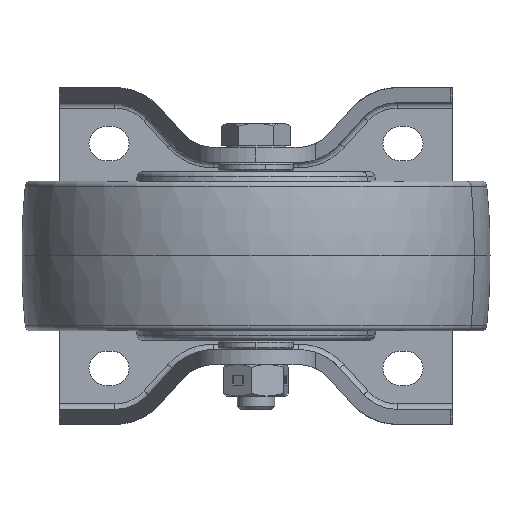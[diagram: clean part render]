
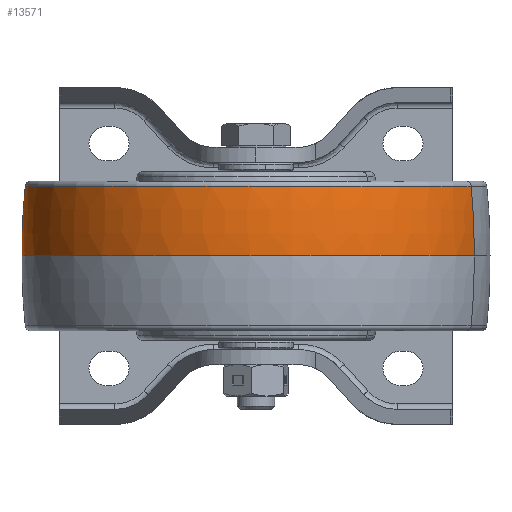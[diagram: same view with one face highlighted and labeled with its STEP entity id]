
A CAD part, front view. The second image highlights one B-rep face of the part: STEP entity #13571.
In plain terms, the highlighted toroidal (fillet/blend) face has major radius 112.495 mm and minor radius 175 mm.
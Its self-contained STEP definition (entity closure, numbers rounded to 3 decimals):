
#506 = DIRECTION ( 'NONE',  ( 0.932, -0.362, 0. ) ) ;
#538 = CARTESIAN_POINT ( 'NONE',  ( 57.459, -124.815, 18.649 ) ) ;
#1161 = DIRECTION ( 'NONE',  ( 0., 0., -1. ) ) ;
#1406 = ORIENTED_EDGE ( 'NONE', *, *, #19317, .F. ) ;
#2543 = ORIENTED_EDGE ( 'NONE', *, *, #3629, .T. ) ;
#3629 = EDGE_CURVE ( 'NONE', #23116, #24411, #13807, .T. ) ;
#4259 = CARTESIAN_POINT ( 'NONE',  ( 0., -102.5, 0. ) ) ;
#7005 = VERTEX_POINT ( 'NONE', #538 ) ;
#7101 = AXIS2_PLACEMENT_3D ( 'NONE', #17026, #21396, #21131 ) ;
#8060 = TOROIDAL_SURFACE ( 'NONE', #18288, -112.495, 175. ) ;
#8495 = DIRECTION ( 'NONE',  ( 0., 0., -1. ) ) ;
#10231 = CARTESIAN_POINT ( 'NONE',  ( -58.261, -79.874, 0. ) ) ;
#10301 = CARTESIAN_POINT ( 'NONE',  ( 104.865, -143.225, 1.275 ) ) ;
#10620 = CARTESIAN_POINT ( 'NONE',  ( 0., -102.5, 18.649 ) ) ;
#10853 = CIRCLE ( 'NONE', #21937, 62.5 ) ;
#11780 = CIRCLE ( 'NONE', #7101, 175. ) ;
#13401 = FACE_OUTER_BOUND ( 'NONE', #19959, .T. ) ;
#13571 = ADVANCED_FACE ( 'NONE', ( #13401 ), #8060, .T. ) ;
#13807 = CIRCLE ( 'NONE', #17899, 175. ) ;
#14225 = DIRECTION ( 'NONE',  ( -0.362, -0.932, 0. ) ) ;
#14238 = ORIENTED_EDGE ( 'NONE', *, *, #24551, .F. ) ;
#15010 = CARTESIAN_POINT ( 'NONE',  ( 0., -102.5, 1.275 ) ) ;
#15390 = AXIS2_PLACEMENT_3D ( 'NONE', #10620, #8495, #16285 ) ;
#16196 = EDGE_CURVE ( 'NONE', #7005, #23116, #25982, .T. ) ;
#16285 = DIRECTION ( 'NONE',  ( 0.932, -0.362, 0. ) ) ;
#17026 = CARTESIAN_POINT ( 'NONE',  ( -104.865, -61.775, 1.275 ) ) ;
#17885 = CARTESIAN_POINT ( 'NONE',  ( 58.261, -125.126, 0. ) ) ;
#17899 = AXIS2_PLACEMENT_3D ( 'NONE', #10301, #14225, #18361 ) ;
#18288 = AXIS2_PLACEMENT_3D ( 'NONE', #15010, #1161, #25191 ) ;
#18361 = DIRECTION ( 'NONE',  ( 0.932, -0.362, 0. ) ) ;
#19317 = EDGE_CURVE ( 'NONE', #25298, #24411, #10853, .T. ) ;
#19860 = CARTESIAN_POINT ( 'NONE',  ( -57.459, -80.185, 18.649 ) ) ;
#19959 = EDGE_LOOP ( 'NONE', ( #26002, #2543, #1406, #14238 ) ) ;
#21131 = DIRECTION ( 'NONE',  ( -0.932, 0.362, 0. ) ) ;
#21396 = DIRECTION ( 'NONE',  ( 0.362, 0.932, 0. ) ) ;
#21937 = AXIS2_PLACEMENT_3D ( 'NONE', #4259, #24514, #506 ) ;
#23116 = VERTEX_POINT ( 'NONE', #19860 ) ;
#24411 = VERTEX_POINT ( 'NONE', #10231 ) ;
#24514 = DIRECTION ( 'NONE',  ( 0., 0., -1. ) ) ;
#24551 = EDGE_CURVE ( 'NONE', #7005, #25298, #11780, .T. ) ;
#25191 = DIRECTION ( 'NONE',  ( 0.932, -0.362, 0. ) ) ;
#25298 = VERTEX_POINT ( 'NONE', #17885 ) ;
#25982 = CIRCLE ( 'NONE', #15390, 61.64 ) ;
#26002 = ORIENTED_EDGE ( 'NONE', *, *, #16196, .T. ) ;
